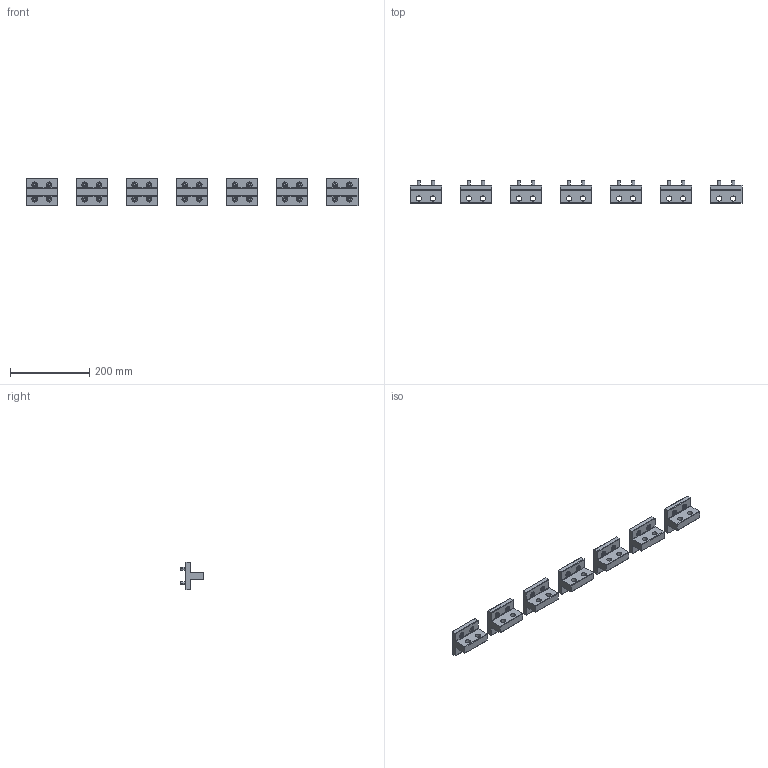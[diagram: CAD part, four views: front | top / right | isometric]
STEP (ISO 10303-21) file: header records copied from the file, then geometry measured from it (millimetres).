
FILE_DESCRIPTION(('CATIA V5 STEP Exchange'),'2;1');
FILE_NAME('1SDH001252R0295_1PA_001_00_E6.2_IV_W_TERMINALS_HR_UPPER_5000A.stp','2014-03-07T08:08:34+00:00',('none'),('none'),'CATIA Version 5 Release 20 SP 1 (IN-10)','CATIA V5 STEP AP214','none');
FILE_SCHEMA(('AUTOMOTIVE_DESIGN { 1 0 10303 214 1 1 1 1 }'));
Length unit declared in the file: millimetre
Products named in the file (1): 1SDH001252R0295_1PA_001_00_E6.2_IV_W_TERMINALS_HR_UPPER_5000A
Bounding box: 836 x 57 x 70 mm (x, y, z)
Volume: 798719.9 mm3; surface area: 191875.6 mm2
Topology: 35 solids, 35 shells, 798 faces, 1904 edges, 1232 vertices
Faces by surface type: plane 378, cylinder 308, revolution 56, torus 56
Entity records: 22471 total; most frequent: CARTESIAN_POINT 4397, ORIENTED_EDGE 3808, DIRECTION 3052, EDGE_CURVE 1904, AXIS2_PLACEMENT_3D 1401, VERTEX_POINT 1232, VECTOR 1008, LINE 1008
